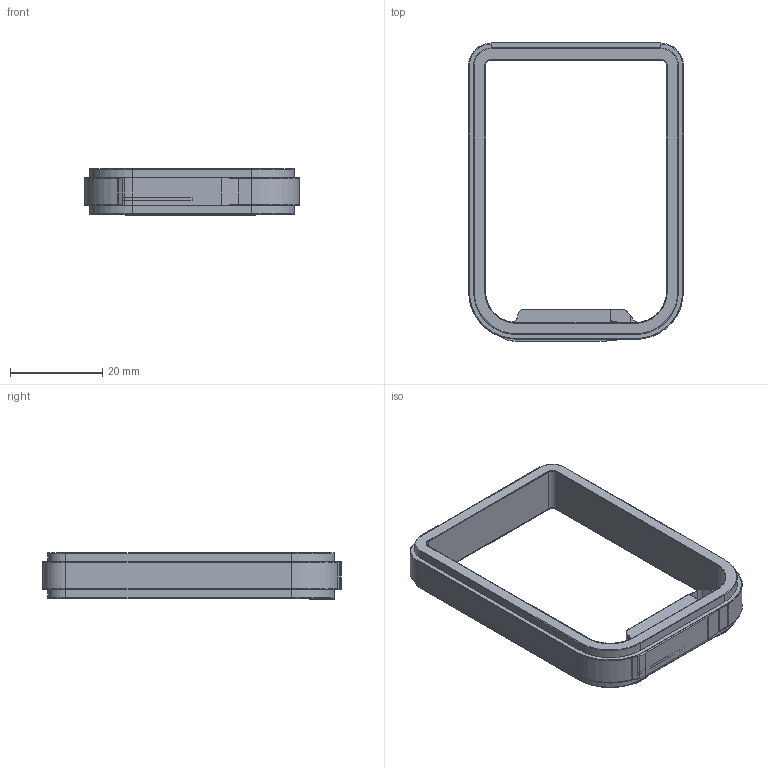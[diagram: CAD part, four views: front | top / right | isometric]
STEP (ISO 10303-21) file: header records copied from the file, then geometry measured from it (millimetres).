
FILE_DESCRIPTION (( 'STEP AP203' ), '1' );
FILE_NAME ('NNP-DWG-110-025-000 Recharge Coil.STEP', '2024-08-21T14:13:57', ( '' ), ( '' ), 'SwSTEP 2.0', 'SolidWorks 2024', '' );
FILE_SCHEMA (( 'CONFIG_CONTROL_DESIGN' ));
Length unit declared in the file: inch
Products named in the file (1): NNP-DWG-110-025-000 Recharge Coil
Bounding box: 46.46 x 64.5 x 10.16 mm (x, y, z)
Volume: 6384.2 mm3; surface area: 13579.6 mm2
Topology: 4 solids, 4 shells, 227 faces, 603 edges, 386 vertices
Faces by surface type: cylinder 101, plane 100, torus 24, bspline 2
Entity records: 7298 total; most frequent: CARTESIAN_POINT 1433, DIRECTION 1249, ORIENTED_EDGE 1206, EDGE_CURVE 603, AXIS2_PLACEMENT_3D 444, VERTEX_POINT 386, LINE 361, VECTOR 361
